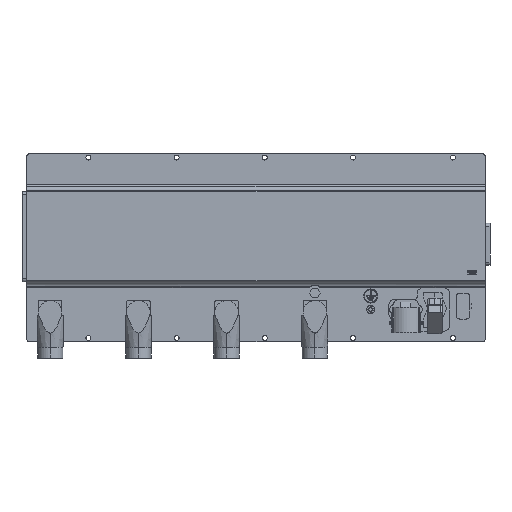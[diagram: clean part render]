
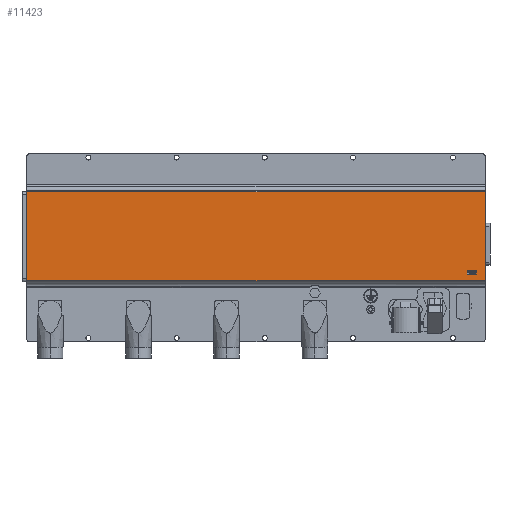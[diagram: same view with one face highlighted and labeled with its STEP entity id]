
A CAD part, front view. The second image highlights one B-rep face of the part: STEP entity #11423.
In plain terms, the highlighted face is planar.
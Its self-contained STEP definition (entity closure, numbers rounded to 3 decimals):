
#101 = EDGE_CURVE ( 'NONE', #1661, #10258, #3601, .T. ) ;
#572 = EDGE_CURVE ( 'NONE', #11643, #12921, #1823, .T. ) ;
#633 = VERTEX_POINT ( 'NONE', #22114 ) ;
#698 = ORIENTED_EDGE ( 'NONE', *, *, #21692, .T. ) ;
#873 = VERTEX_POINT ( 'NONE', #19697 ) ;
#1271 = VECTOR ( 'NONE', #17280, 1000. ) ;
#1297 = CARTESIAN_POINT ( 'NONE',  ( 780., 218., -1.1 ) ) ;
#1510 = DIRECTION ( 'NONE',  ( 0., 1., 0. ) ) ;
#1661 = VERTEX_POINT ( 'NONE', #18819 ) ;
#1823 = LINE ( 'NONE', #22000, #3920 ) ;
#2210 = EDGE_CURVE ( 'NONE', #633, #873, #19557, .T. ) ;
#2822 = VECTOR ( 'NONE', #5211, 1000. ) ;
#2969 = LINE ( 'NONE', #7291, #14736 ) ;
#3064 = LINE ( 'NONE', #18076, #2822 ) ;
#3087 = CARTESIAN_POINT ( 'NONE',  ( 0., 121.321, -1.1 ) ) ;
#3359 = LINE ( 'NONE', #8903, #12734 ) ;
#3601 = LINE ( 'NONE', #23407, #21151 ) ;
#3736 = EDGE_CURVE ( 'NONE', #633, #12487, #17051, .T. ) ;
#3920 = VECTOR ( 'NONE', #9518, 1000. ) ;
#4663 = DIRECTION ( 'NONE',  ( -1., 0., 0. ) ) ;
#4779 = LINE ( 'NONE', #10193, #1271 ) ;
#5211 = DIRECTION ( 'NONE',  ( 0., -1., 0. ) ) ;
#5661 = DIRECTION ( 'NONE',  ( 0., 1., 0. ) ) ;
#6165 = EDGE_CURVE ( 'NONE', #10258, #14977, #3359, .T. ) ;
#7114 = AXIS2_PLACEMENT_3D ( 'NONE', #14567, #19957, #5661 ) ;
#7242 = PLANE ( 'NONE',  #7114 ) ;
#7291 = CARTESIAN_POINT ( 'NONE',  ( 780., 218., -1.1 ) ) ;
#8105 = CARTESIAN_POINT ( 'NONE',  ( 780., 215.179, -1.1 ) ) ;
#8632 = DIRECTION ( 'NONE',  ( 0., 1., 0. ) ) ;
#8903 = CARTESIAN_POINT ( 'NONE',  ( 0., 118.5, -1.1 ) ) ;
#9518 = DIRECTION ( 'NONE',  ( 0., 1., 0. ) ) ;
#10023 = ORIENTED_EDGE ( 'NONE', *, *, #2210, .T. ) ;
#10193 = CARTESIAN_POINT ( 'NONE',  ( 1100., 216.129, -1.1 ) ) ;
#10258 = VERTEX_POINT ( 'NONE', #20445 ) ;
#10939 = DIRECTION ( 'NONE',  ( 0., -1., 0. ) ) ;
#11423 = ADVANCED_FACE ( 'NONE', ( #16606 ), #7242, .T. ) ;
#11643 = VERTEX_POINT ( 'NONE', #8105 ) ;
#12220 = ORIENTED_EDGE ( 'NONE', *, *, #3736, .F. ) ;
#12487 = VERTEX_POINT ( 'NONE', #13333 ) ;
#12734 = VECTOR ( 'NONE', #16354, 1000. ) ;
#12921 = VERTEX_POINT ( 'NONE', #22903 ) ;
#13124 = ORIENTED_EDGE ( 'NONE', *, *, #21239, .F. ) ;
#13333 = CARTESIAN_POINT ( 'NONE',  ( 0., 64.871, -1.1 ) ) ;
#14567 = CARTESIAN_POINT ( 'NONE',  ( 0., 0., -1.1 ) ) ;
#14736 = VECTOR ( 'NONE', #1510, 1000. ) ;
#14977 = VERTEX_POINT ( 'NONE', #3087 ) ;
#16354 = DIRECTION ( 'NONE',  ( 0., -1., 0. ) ) ;
#16606 = FACE_OUTER_BOUND ( 'NONE', #20493, .T. ) ;
#16836 = VECTOR ( 'NONE', #8632, 1000. ) ;
#16984 = ORIENTED_EDGE ( 'NONE', *, *, #572, .T. ) ;
#17051 = LINE ( 'NONE', #21116, #20362 ) ;
#17280 = DIRECTION ( 'NONE',  ( 1., 0., 0. ) ) ;
#18076 = CARTESIAN_POINT ( 'NONE',  ( 0., 218., -1.1 ) ) ;
#18819 = CARTESIAN_POINT ( 'NONE',  ( 0., 216.129, -1.1 ) ) ;
#19063 = ORIENTED_EDGE ( 'NONE', *, *, #20200, .T. ) ;
#19557 = LINE ( 'NONE', #1297, #16836 ) ;
#19697 = CARTESIAN_POINT ( 'NONE',  ( 780., 67.821, -1.1 ) ) ;
#19957 = DIRECTION ( 'NONE',  ( 0., 0., 1. ) ) ;
#20200 = EDGE_CURVE ( 'NONE', #873, #11643, #2969, .T. ) ;
#20362 = VECTOR ( 'NONE', #4663, 1000. ) ;
#20445 = CARTESIAN_POINT ( 'NONE',  ( 0., 186.679, -1.1 ) ) ;
#20493 = EDGE_LOOP ( 'NONE', ( #23248, #20866, #698, #12220, #10023, #19063, #16984, #13124 ) ) ;
#20866 = ORIENTED_EDGE ( 'NONE', *, *, #6165, .T. ) ;
#21116 = CARTESIAN_POINT ( 'NONE',  ( 1100., 64.871, -1.1 ) ) ;
#21151 = VECTOR ( 'NONE', #10939, 1000. ) ;
#21239 = EDGE_CURVE ( 'NONE', #1661, #12921, #4779, .T. ) ;
#21692 = EDGE_CURVE ( 'NONE', #14977, #12487, #3064, .T. ) ;
#22000 = CARTESIAN_POINT ( 'NONE',  ( 780., 218., -1.1 ) ) ;
#22114 = CARTESIAN_POINT ( 'NONE',  ( 780., 64.871, -1.1 ) ) ;
#22903 = CARTESIAN_POINT ( 'NONE',  ( 780., 216.129, -1.1 ) ) ;
#23248 = ORIENTED_EDGE ( 'NONE', *, *, #101, .T. ) ;
#23407 = CARTESIAN_POINT ( 'NONE',  ( 0., 218., -1.1 ) ) ;
